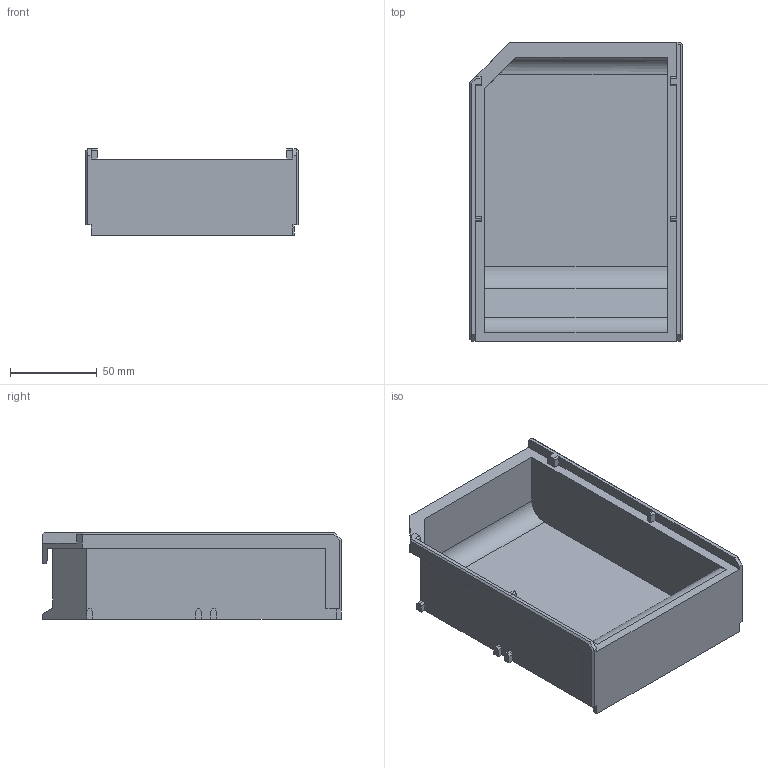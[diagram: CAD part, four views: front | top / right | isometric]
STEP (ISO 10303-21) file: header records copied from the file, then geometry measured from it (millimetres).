
FILE_DESCRIPTION (( 'STEP AP214' ), '1' );
FILE_NAME ('6920301', '2019-02-01T13:48:38', ( '' ), ('JUGARD+KÜNSTNER GmbH'), 'SwSTEP 2.0', 'SolidWorks 2017', '' );
FILE_SCHEMA (( 'AUTOMOTIVE_DESIGN' ));
Length unit declared in the file: millimetre
Products named in the file (1): 6920301_CNAJF00
Bounding box: 122.5 x 172.5 x 50 mm (x, y, z)
Volume: 221296 mm3; surface area: 89842 mm2
Topology: 1 solids, 1 shells, 114 faces, 326 edges, 215 vertices
Faces by surface type: plane 111, cylinder 3
Entity records: 3673 total; most frequent: CARTESIAN_POINT 659, ORIENTED_EDGE 652, DIRECTION 560, EDGE_CURVE 326, VECTOR 320, LINE 320, VERTEX_POINT 215, AXIS2_PLACEMENT_3D 120
